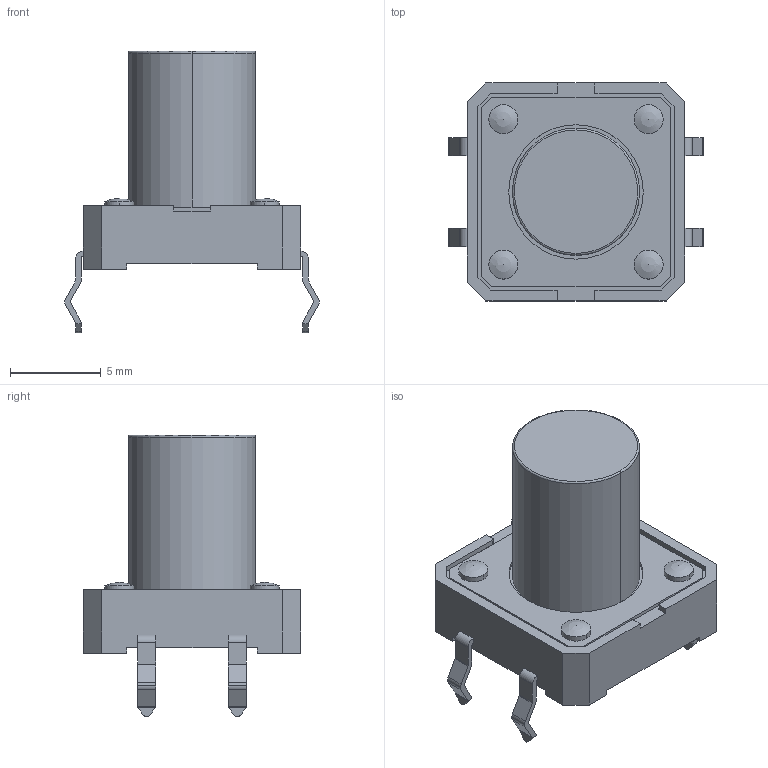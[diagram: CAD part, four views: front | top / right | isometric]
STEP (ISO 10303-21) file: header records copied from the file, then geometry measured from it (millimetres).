
FILE_DESCRIPTION(('FreeCAD Model'),'2;1');
FILE_NAME('Open CASCADE Shape Model','2025-02-12T14:40:48',( 'kicad StepUp'),('ksu MCAD'),'Open CASCADE STEP processor 7.6', 'FreeCAD','Unknown');
FILE_SCHEMA(('AUTOMOTIVE_DESIGN { 1 0 10303 214 1 1 1 1 }'));
Length unit declared in the file: millimetre
Products named in the file (1): CUI_DEVICES_TS14_1212_120_BK_160_SCR_D006_cp001
Bounding box: 14 x 12 x 15.5 mm (x, y, z)
Volume: 785 mm3; surface area: 833.7 mm2
Topology: 6 solids, 6 shells, 175 faces, 468 edges, 306 vertices
Faces by surface type: plane 101, cylinder 68, sphere 4, torus 2
Entity records: 6756 total; most frequent: CARTESIAN_POINT 962, DIRECTION 956, ORIENTED_EDGE 928, EDGE_CURVE 464, AXIS2_PLACEMENT_3D 320, LINE 316, VECTOR 316, VERTEX_POINT 306
